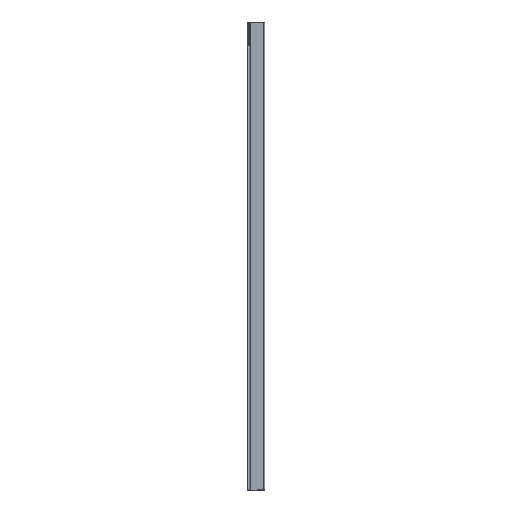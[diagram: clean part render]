
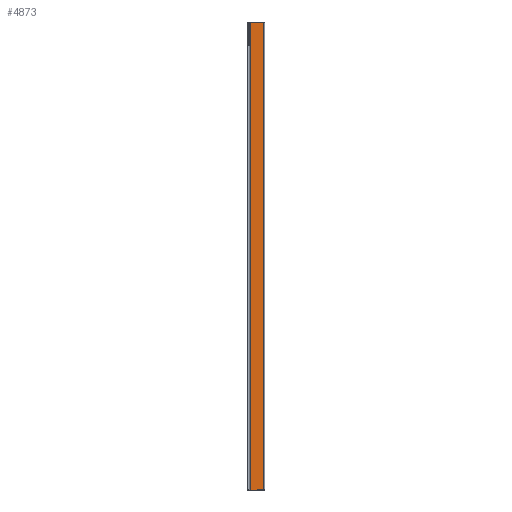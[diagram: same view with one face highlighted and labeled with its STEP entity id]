
A CAD part, left-side view. The second image highlights one B-rep face of the part: STEP entity #4873.
In plain terms, the highlighted planar face has unit normal (-1, 0, 0).
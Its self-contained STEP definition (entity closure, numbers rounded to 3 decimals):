
#139 = VECTOR ( 'NONE', #18707, 1000. ) ;
#190 = LINE ( 'NONE', #5888, #139 ) ;
#436 = CARTESIAN_POINT ( 'NONE',  ( -12.5, 2.5, -1000. ) ) ;
#3649 = CARTESIAN_POINT ( 'NONE',  ( -12.5, 60.655, -1000. ) ) ;
#4432 = ORIENTED_EDGE ( 'NONE', *, *, #17906, .F. ) ;
#4873 = ADVANCED_FACE ( 'NONE', ( #10487 ), #10143, .F. ) ;
#5551 = EDGE_CURVE ( 'NONE', #16604, #16120, #8301, .T. ) ;
#5888 = CARTESIAN_POINT ( 'NONE',  ( -12.5, 60.655, 1000. ) ) ;
#6210 = ORIENTED_EDGE ( 'NONE', *, *, #16410, .T. ) ;
#8112 = ORIENTED_EDGE ( 'NONE', *, *, #5551, .T. ) ;
#8251 = VECTOR ( 'NONE', #13257, 1000. ) ;
#8301 = LINE ( 'NONE', #13395, #8251 ) ;
#8402 = VECTOR ( 'NONE', #16132, 1000. ) ;
#8572 = LINE ( 'NONE', #15351, #8402 ) ;
#9530 = ORIENTED_EDGE ( 'NONE', *, *, #12613, .F. ) ;
#9802 = DIRECTION ( 'NONE',  ( 0., 0., -1. ) ) ;
#9905 = DIRECTION ( 'NONE',  ( 1., 0., 0. ) ) ;
#10046 = CARTESIAN_POINT ( 'NONE',  ( -12.5, 2.5, 1000. ) ) ;
#10099 = CARTESIAN_POINT ( 'NONE',  ( -12.5, 2.5, 1000. ) ) ;
#10143 = PLANE ( 'NONE',  #20893 ) ;
#10487 = FACE_OUTER_BOUND ( 'NONE', #14017, .T. ) ;
#10758 = VECTOR ( 'NONE', #17026, 1000. ) ;
#10981 = LINE ( 'NONE', #16680, #10758 ) ;
#12613 = EDGE_CURVE ( 'NONE', #14026, #16120, #10981, .T. ) ;
#13257 = DIRECTION ( 'NONE',  ( 0., -1., 0. ) ) ;
#13395 = CARTESIAN_POINT ( 'NONE',  ( -12.5, 2.5, -1000. ) ) ;
#14003 = VERTEX_POINT ( 'NONE', #20480 ) ;
#14017 = EDGE_LOOP ( 'NONE', ( #8112, #9530, #4432, #6210 ) ) ;
#14026 = VERTEX_POINT ( 'NONE', #10046 ) ;
#15351 = CARTESIAN_POINT ( 'NONE',  ( -12.5, 2.5, 1000. ) ) ;
#16120 = VERTEX_POINT ( 'NONE', #436 ) ;
#16132 = DIRECTION ( 'NONE',  ( 0., -1., 0. ) ) ;
#16410 = EDGE_CURVE ( 'NONE', #14003, #16604, #190, .T. ) ;
#16604 = VERTEX_POINT ( 'NONE', #3649 ) ;
#16680 = CARTESIAN_POINT ( 'NONE',  ( -12.5, 2.5, 1000. ) ) ;
#17026 = DIRECTION ( 'NONE',  ( 0., 0., -1. ) ) ;
#17906 = EDGE_CURVE ( 'NONE', #14003, #14026, #8572, .T. ) ;
#18707 = DIRECTION ( 'NONE',  ( 0., 0., -1. ) ) ;
#20480 = CARTESIAN_POINT ( 'NONE',  ( -12.5, 60.655, 1000. ) ) ;
#20893 = AXIS2_PLACEMENT_3D ( 'NONE', #10099, #9905, #9802 ) ;
